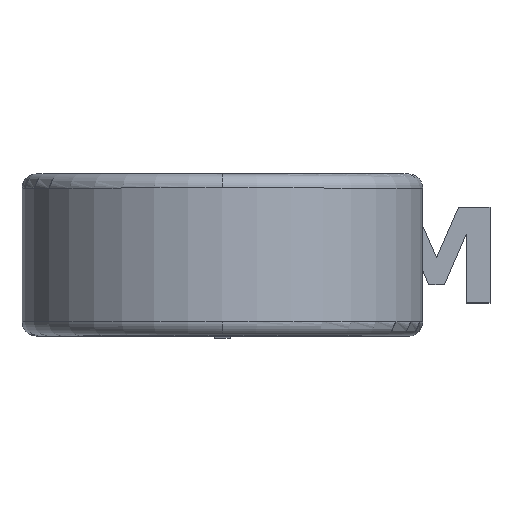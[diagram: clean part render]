
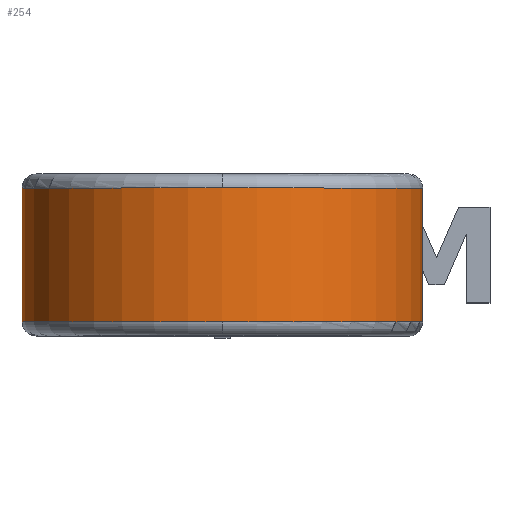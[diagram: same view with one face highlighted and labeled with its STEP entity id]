
A CAD part, top view. The second image highlights one B-rep face of the part: STEP entity #254.
In plain terms, the highlighted cylindrical face has radius 14 mm (diameter 28 mm), a partial arc.
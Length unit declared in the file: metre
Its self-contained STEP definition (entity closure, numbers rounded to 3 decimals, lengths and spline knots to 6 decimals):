
#254=ADVANCED_FACE('',(#727),#728,.T.);
#727=FACE_OUTER_BOUND('',#1425,.T.);
#728=CYLINDRICAL_SURFACE('',#1426,0.014);
#1425=EDGE_LOOP('',(#2128,#2129,#2130,#2131,#2132,#2133));
#1426=AXIS2_PLACEMENT_3D('',#2134,#2135,#2136);
#2128=ORIENTED_EDGE('',*,*,#4242,.F.);
#2129=ORIENTED_EDGE('',*,*,#4243,.F.);
#2130=ORIENTED_EDGE('',*,*,#4244,.F.);
#2131=ORIENTED_EDGE('',*,*,#4231,.F.);
#2132=ORIENTED_EDGE('',*,*,#4245,.F.);
#2133=ORIENTED_EDGE('',*,*,#4246,.F.);
#2134=CARTESIAN_POINT('',(0.0,0.0,0.085));
#2135=DIRECTION('',(0.0,-1.0,0.));
#2136=DIRECTION('',(1.0,0.0,0.0));
#4231=EDGE_CURVE('',#5063,#5064,#5065,.T.);
#4242=EDGE_CURVE('',#5084,#5085,#5086,.T.);
#4243=EDGE_CURVE('',#5087,#5084,#5088,.T.);
#4244=EDGE_CURVE('',#5064,#5087,#5089,.T.);
#4245=EDGE_CURVE('',#5090,#5063,#5091,.T.);
#4246=EDGE_CURVE('',#5085,#5090,#5092,.T.);
#5063=VERTEX_POINT('',#6277);
#5064=VERTEX_POINT('',#6278);
#5065=LINE('',#6279,#6280);
#5084=VERTEX_POINT('',#6302);
#5085=VERTEX_POINT('',#6303);
#5086=LINE('',#6304,#6305);
#5087=VERTEX_POINT('',#6306);
#5088=CIRCLE('',#6307,0.014);
#5089=CIRCLE('',#6308,0.014);
#5090=VERTEX_POINT('',#6309);
#5091=CIRCLE('',#6310,0.014);
#5092=CIRCLE('',#6311,0.014);
#6277=CARTESIAN_POINT('',(-0.014,-0.00365,0.085));
#6278=CARTESIAN_POINT('',(-0.014,0.005683,0.085));
#6279=CARTESIAN_POINT('',(-0.014,0.,0.085));
#6280=VECTOR('',#8164,1.0);
#6302=CARTESIAN_POINT('',(0.014,0.005683,0.085));
#6303=CARTESIAN_POINT('',(0.014,-0.00365,0.085));
#6304=CARTESIAN_POINT('',(0.014,0.,0.085));
#6305=VECTOR('',#8186,1.0);
#6306=CARTESIAN_POINT('',(0.,0.005683,0.099));
#6307=AXIS2_PLACEMENT_3D('',#8187,#8188,#8189);
#6308=AXIS2_PLACEMENT_3D('',#8190,#8191,#8192);
#6309=CARTESIAN_POINT('',(0.,-0.00365,0.099));
#6310=AXIS2_PLACEMENT_3D('',#8193,#8194,#8195);
#6311=AXIS2_PLACEMENT_3D('',#8196,#8197,#8198);
#8164=DIRECTION('',(-0.0,1.0,0.));
#8186=DIRECTION('',(0.0,-1.0,0.));
#8187=CARTESIAN_POINT('',(0.0,0.005683,0.085));
#8188=DIRECTION('',(0.0,1.0,0.0));
#8189=DIRECTION('',(0.,0.0,1.));
#8190=CARTESIAN_POINT('',(0.0,0.005683,0.085));
#8191=DIRECTION('',(0.0,1.0,0.0));
#8192=DIRECTION('',(0.,0.0,1.));
#8193=CARTESIAN_POINT('',(0.0,-0.00365,0.085));
#8194=DIRECTION('',(0.0,-1.0,0.0));
#8195=DIRECTION('',(0.,0.0,1.));
#8196=CARTESIAN_POINT('',(0.0,-0.00365,0.085));
#8197=DIRECTION('',(0.0,-1.0,0.0));
#8198=DIRECTION('',(0.,0.0,1.));
